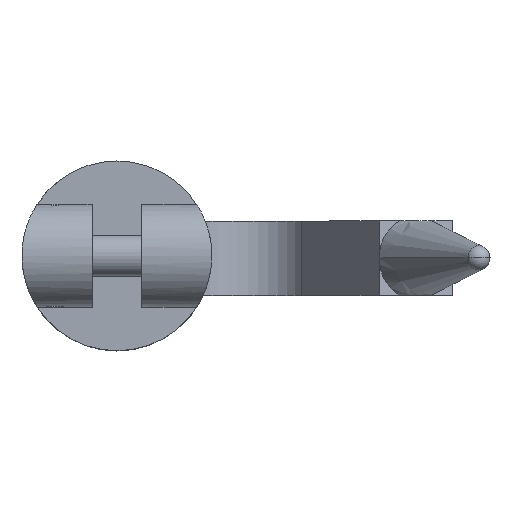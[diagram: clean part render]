
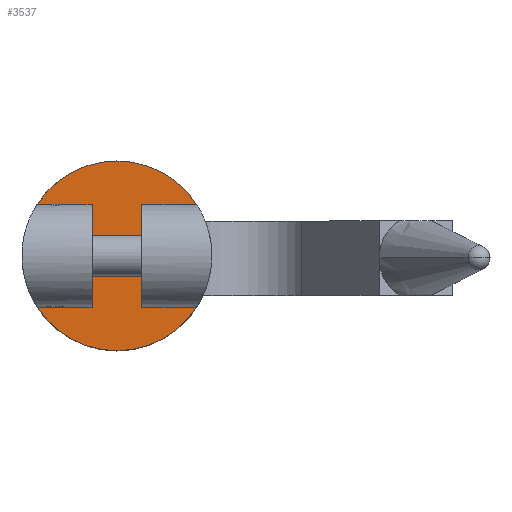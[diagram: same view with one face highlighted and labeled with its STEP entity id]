
A CAD part, top view. The second image highlights one B-rep face of the part: STEP entity #3537.
In plain terms, the highlighted planar face has unit normal (0, 0, 1).
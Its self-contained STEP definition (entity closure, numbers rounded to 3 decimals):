
#106=CARTESIAN_POINT('',(17.49,0.,278.));
#107=DIRECTION('',(0.,0.,1.));
#108=DIRECTION('',(-0.839,-0.543,0.));
#109=AXIS2_PLACEMENT_3D('',#106,#107,#108);
#216=CARTESIAN_POINT('',(17.49,0.,278.));
#217=DIRECTION('',(0.,0.,1.));
#218=DIRECTION('',(0.839,0.543,0.));
#219=AXIS2_PLACEMENT_3D('',#216,#217,#218);
#285=DIRECTION('',(-1.,0.,0.));
#286=VECTOR('',#285,13.307);
#287=CARTESIAN_POINT('',(36.797,-12.5,278.));
#288=LINE('',#287,#286);
#293=DIRECTION('',(0.,-1.,0.));
#294=VECTOR('',#293,25.);
#295=CARTESIAN_POINT('',(23.49,12.5,278.));
#296=LINE('',#295,#294);
#297=DIRECTION('',(0.,1.,0.));
#298=VECTOR('',#297,25.);
#299=CARTESIAN_POINT('',(11.49,-12.5,278.));
#300=LINE('',#299,#298);
#301=DIRECTION('',(-1.,0.,0.));
#302=VECTOR('',#301,13.307);
#303=CARTESIAN_POINT('',(11.49,12.5,278.));
#304=LINE('',#303,#302);
#305=DIRECTION('',(-1.,0.,0.));
#306=VECTOR('',#305,13.307);
#307=CARTESIAN_POINT('',(36.797,12.5,278.));
#308=LINE('',#307,#306);
#442=DIRECTION('',(-1.,0.,0.));
#443=VECTOR('',#442,13.307);
#444=CARTESIAN_POINT('',(11.49,-12.5,278.));
#445=LINE('',#444,#443);
#2532=CARTESIAN_POINT('',(-1.817,-12.5,278.));
#2533=VERTEX_POINT('',#2532);
#2534=CARTESIAN_POINT('',(36.797,-12.5,278.));
#2535=VERTEX_POINT('',#2534);
#2566=CARTESIAN_POINT('',(36.797,12.5,278.));
#2567=VERTEX_POINT('',#2566);
#2568=CARTESIAN_POINT('',(-1.817,12.5,278.));
#2569=VERTEX_POINT('',#2568);
#2588=CARTESIAN_POINT('',(23.49,-12.5,278.));
#2589=VERTEX_POINT('',#2588);
#2590=CARTESIAN_POINT('',(11.49,-12.5,278.));
#2591=VERTEX_POINT('',#2590);
#2592=CARTESIAN_POINT('',(23.49,12.5,278.));
#2593=VERTEX_POINT('',#2592);
#2594=CARTESIAN_POINT('',(11.49,12.5,278.));
#2595=VERTEX_POINT('',#2594);
#3517=CARTESIAN_POINT('',(17.49,0.,278.));
#3518=DIRECTION('',(0.,0.,1.));
#3519=DIRECTION('',(1.,0.,0.));
#3520=AXIS2_PLACEMENT_3D('',#3517,#3518,#3519);
#3521=PLANE('',#3520);
#3523=ORIENTED_EDGE('',*,*,#3522,.T.);
#3524=ORIENTED_EDGE('',*,*,#3509,.F.);
#3525=ORIENTED_EDGE('',*,*,#3354,.F.);
#3527=ORIENTED_EDGE('',*,*,#3526,.F.);
#3529=ORIENTED_EDGE('',*,*,#3528,.T.);
#3531=ORIENTED_EDGE('',*,*,#3530,.T.);
#3532=ORIENTED_EDGE('',*,*,#3430,.F.);
#3534=ORIENTED_EDGE('',*,*,#3533,.T.);
#3535=EDGE_LOOP('',(#3523,#3524,#3525,#3527,#3529,#3531,#3532,#3534));
#3536=FACE_OUTER_BOUND('',#3535,.F.);
#3537=ADVANCED_FACE('',(#3536),#3521,.T.);
#110=CIRCLE('',#109,23.);
#220=CIRCLE('',#219,23.);
#3354=EDGE_CURVE('',#2533,#2535,#110,.T.);
#3430=EDGE_CURVE('',#2567,#2569,#220,.T.);
#3509=EDGE_CURVE('',#2535,#2589,#288,.T.);
#3522=EDGE_CURVE('',#2593,#2589,#296,.T.);
#3526=EDGE_CURVE('',#2591,#2533,#445,.T.);
#3528=EDGE_CURVE('',#2591,#2595,#300,.T.);
#3530=EDGE_CURVE('',#2595,#2569,#304,.T.);
#3533=EDGE_CURVE('',#2567,#2593,#308,.T.);
